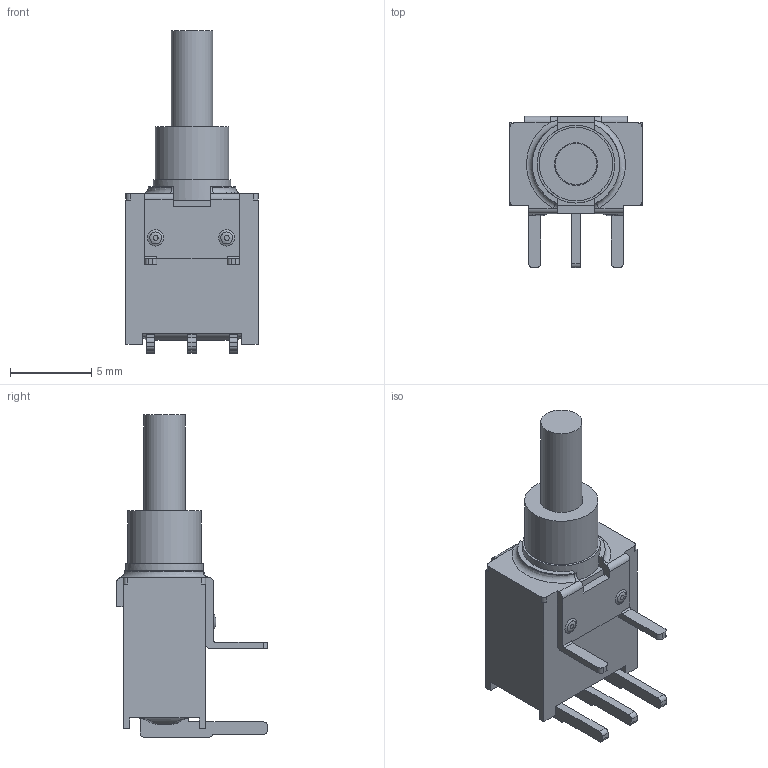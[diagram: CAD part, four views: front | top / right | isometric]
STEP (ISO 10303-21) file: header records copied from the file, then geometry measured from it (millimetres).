
FILE_DESCRIPTION((' '),'2;1');
FILE_NAME('800AWSP8M6xE.stp','2017-08-01T09:15:39',(' '),(' '),' ','ACIS',' ');
FILE_SCHEMA(('CONFIG_CONTROL_DESIGN'));
Length unit declared in the file: inch
Products named in the file (3): 800AWSP8M6xE.stp; Body1; Body2
Assembly tree (2 placements, depth 2):
  800AWSP8M6xE.stp
    Body1
    Body2
Bounding box: 8.13 x 9.3 x 19.83 mm (x, y, z)
Volume: 468.8 mm3; surface area: 575.1 mm2
Topology: 2 solids, 2 shells, 244 faces, 624 edges, 397 vertices
Faces by surface type: plane 152, bspline 48, cylinder 40, torus 2, cone 2
Full cylindrical faces by diameter (mm): 2.54 x1, 2.63 x1, 4.52 x1, 4.78 x1
Entity records: 8207 total; most frequent: CARTESIAN_POINT 2240, ORIENTED_EDGE 1228, DIRECTION 1007, EDGE_CURVE 614, VECTOR 411, LINE 411, VERTEX_POINT 395, AXIS2_PLACEMENT_3D 298
